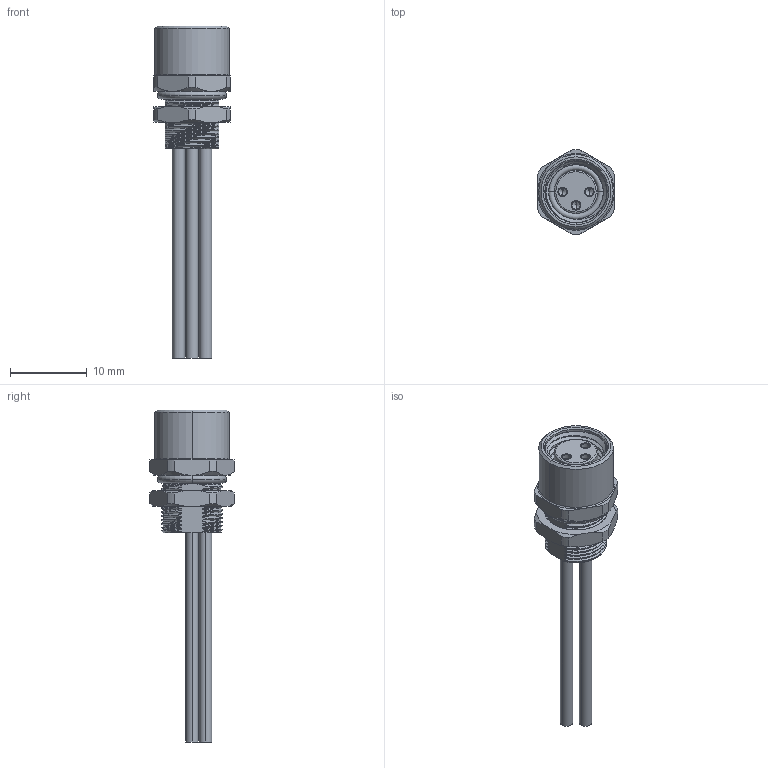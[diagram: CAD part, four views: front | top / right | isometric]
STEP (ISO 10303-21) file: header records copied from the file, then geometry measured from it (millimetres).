
FILE_DESCRIPTION((''),'2;1');
FILE_NAME('3P-K13','2025-09-10T',('gongcheng16'),(''),'PRO/ENGINEER BY PARAMETRIC TECHNOLOGY CORPORATION, 2010280','PRO/ENGINEER BY PARAMETRIC TECHNOLOGY CORPORATION, 2010280','');
FILE_SCHEMA(('CONFIG_CONTROL_DESIGN'));
Length unit declared in the file: millimetre
Products named in the file (1): 3P-K13
Bounding box: 10 x 10.99 x 43.2 mm (x, y, z)
Volume: 253.8 mm3; surface area: 2738.4 mm2
Topology: 1 solids, 12 shells, 500 faces, 1242 edges, 783 vertices
Faces by surface type: cylinder 165, plane 132, bspline 95, cone 86, torus 22
Entity records: 30963 total; most frequent: CARTESIAN_POINT 19719, ORIENTED_EDGE 2460, DIRECTION 2093, EDGE_CURVE 1230, AXIS2_PLACEMENT_3D 805, VERTEX_POINT 783, EDGE_LOOP 549, FACE_OUTER_BOUND 500
